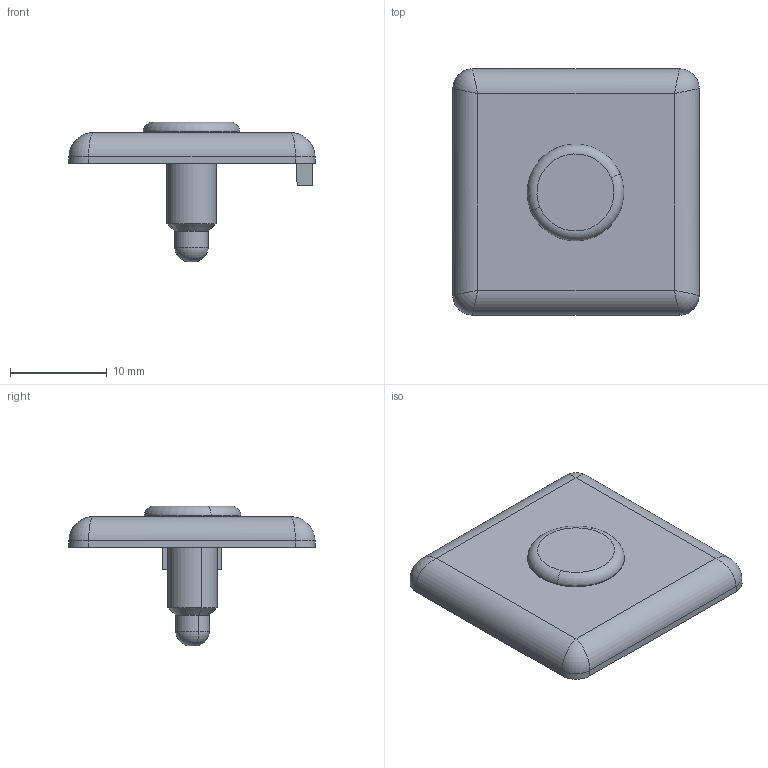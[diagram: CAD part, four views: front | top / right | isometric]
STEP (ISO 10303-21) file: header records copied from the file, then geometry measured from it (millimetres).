
FILE_DESCRIPTION (( 'STEP AP203' ), '1' );
FILE_NAME ('655000.SLDASM.step', '2003-10-13T11:33:32', ( 'Jerry Winters' ), ( 'GoEngineer' ), 'SwSTEP 2.0', 'SolidWorks 2003174', '' );
FILE_SCHEMA (( 'CONFIG_CONTROL_DESIGN' ));
Length unit declared in the file: inch
Products named in the file (3): 655000.SLDASM; TSLOT ENDCAPS_1010_655000; 651084
Assembly tree (2 placements, depth 2):
  655000.SLDASM
    651084
    TSLOT ENDCAPS_1010_655000
Bounding box: 25.4 x 25.4 x 14.43 mm (x, y, z)
Volume: 2068.2 mm3; surface area: 1877.2 mm2
Topology: 2 solids, 2 shells, 44 faces, 94 edges, 54 vertices
Faces by surface type: cylinder 16, plane 16, torus 4, cone 4, bspline 4
Entity records: 4543 total; most frequent: CARTESIAN_POINT 3325, DIRECTION 202, ORIENTED_EDGE 180, EDGE_CURVE 90, AXIS2_PLACEMENT_3D 79, VERTEX_POINT 54, EDGE_LOOP 50, ADVANCED_FACE 44
